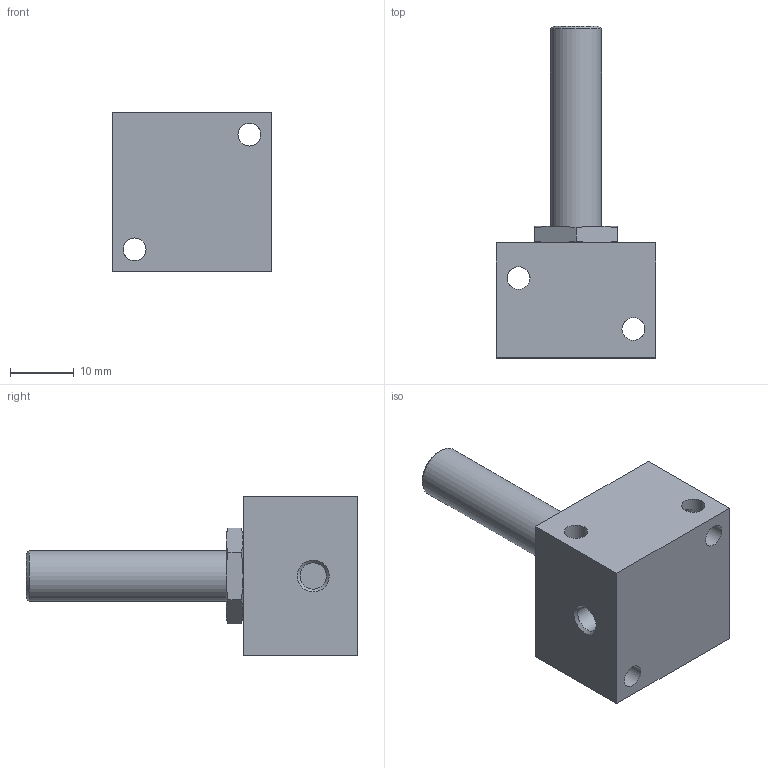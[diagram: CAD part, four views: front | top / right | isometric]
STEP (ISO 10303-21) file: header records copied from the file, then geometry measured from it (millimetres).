
FILE_DESCRIPTION(/* description */ ('STEP AP214'),/* implementation_level */ '2;1');
FILE_NAME(/* name */ '4573_MFH-2-M5',/* time_stamp */ '2024-09-05T05:20:18+02:00',/* author */ ('License CC BY-ND 4.0'),/* organization */ ('CADENAS'),/* preprocessor_version */ 'ST-DEVELOPER v19.3',/* originating_system */ 'PARTsolutions',/* authorisation */ ' ');
FILE_SCHEMA (('CONFIG_CONTROL_DESIGN','AUTOMOTIVE_DESIGN {1 0 10303 214 3 1 1}'));
Length unit declared in the file: millimetre
Products named in the file (1): 4573 MFH-2-M5
Bounding box: 25 x 52 x 25 mm (x, y, z)
Volume: 12130.6 mm3; surface area: 4954.2 mm2
Topology: 1 solids, 1 shells, 53 faces, 119 edges, 72 vertices
Faces by surface type: plane 22, cylinder 16, cone 15
Full cylindrical faces by diameter (mm): 3.6 x8, 4.134 x2, 5 x1, 6 x2, 8 x1
Entity records: 1412 total; most frequent: CARTESIAN_POINT 290, DIRECTION 228, ORIENTED_EDGE 194, AXIS2_PLACEMENT_3D 101, EDGE_CURVE 97, EDGE_LOOP 86, FACE_BOUND 86, VERTEX_POINT 67
